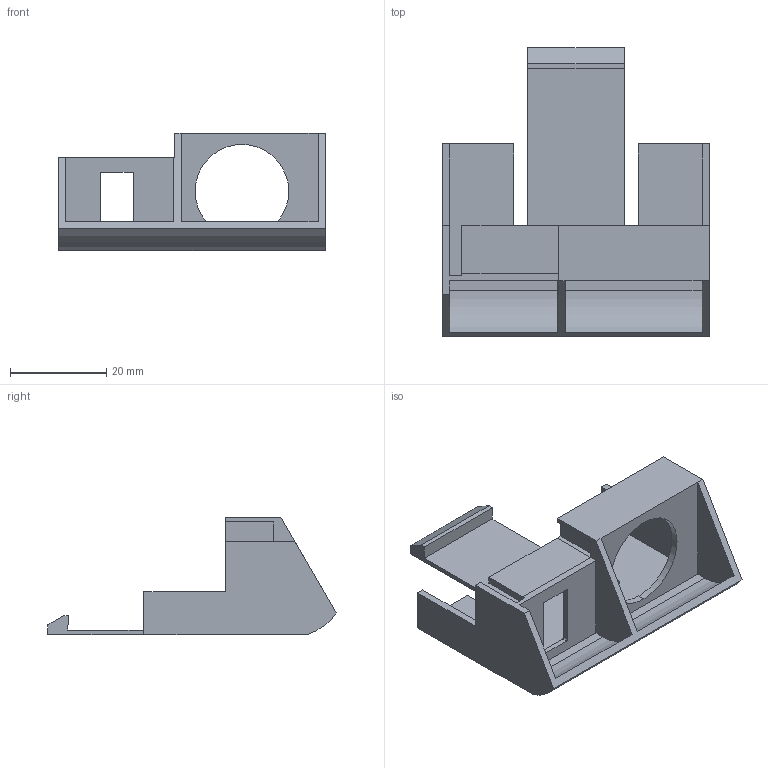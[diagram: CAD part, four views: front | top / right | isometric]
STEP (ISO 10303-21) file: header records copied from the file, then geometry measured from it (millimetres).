
FILE_DESCRIPTION(('FreeCAD Model'),'2;1');
FILE_NAME('Open CASCADE Shape Model','2024-05-28T10:34:41',('Author'),( ''),'Open CASCADE STEP processor 7.6','FreeCAD','Unknown');
FILE_SCHEMA(('AUTOMOTIVE_DESIGN { 1 0 10303 214 1 1 1 1 }'));
Length unit declared in the file: millimetre
Products named in the file (1): Cut003
Bounding box: 55.5 x 60.02 x 24.4 mm (x, y, z)
Volume: 6368.2 mm3; surface area: 10842.1 mm2
Topology: 1 solids, 1 shells, 93 faces, 262 edges, 174 vertices
Faces by surface type: plane 78, cylinder 15
Entity records: 3043 total; most frequent: CARTESIAN_POINT 530, ORIENTED_EDGE 524, DIRECTION 480, EDGE_CURVE 262, LINE 232, VECTOR 232, VERTEX_POINT 174, AXIS2_PLACEMENT_3D 124
